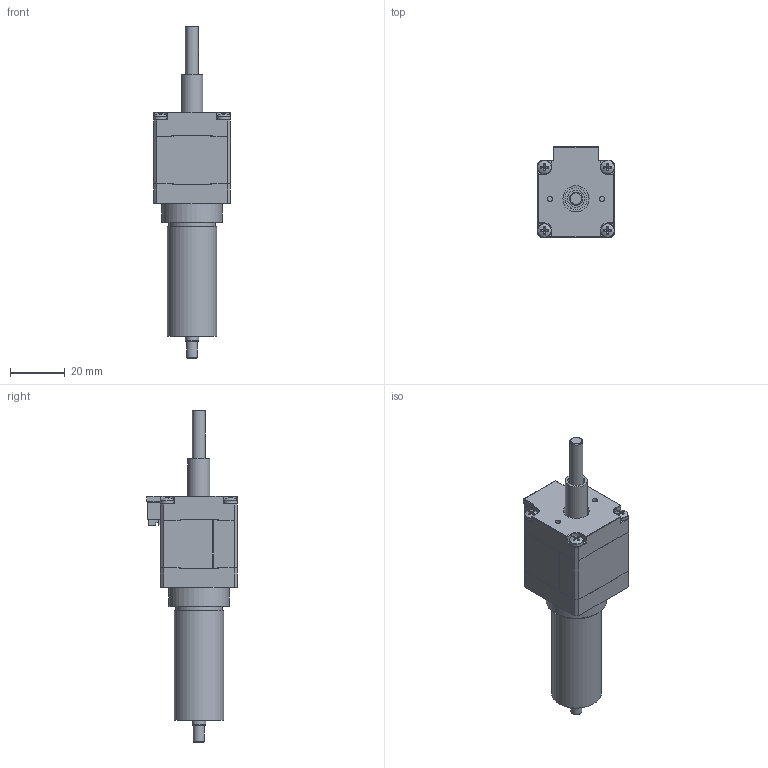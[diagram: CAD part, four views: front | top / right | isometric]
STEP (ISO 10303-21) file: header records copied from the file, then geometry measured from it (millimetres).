
FILE_DESCRIPTION(/* description */ (''),/* implementation_level */ '2;1');
FILE_NAME(/* name */ 'LGA281S10-B-UGAQ-038.stp',/* time_stamp */ '2021-06-01T11:29:35+02:00',/* author */ ('angelika.schneid'),/* organization */ (''),/* preprocessor_version */ 'ST-DEVELOPER v17.2',/* originating_system */ 'Autodesk Inventor 2019',/* authorisation */ '');
FILE_SCHEMA (('AUTOMOTIVE_DESIGN { 1 0 10303 214 3 1 1 }'));
Length unit declared in the file: millimetre
Products named in the file (1): LGA281S10-B-UGAQ-038
Bounding box: 28 x 33 x 120.8 mm (x, y, z)
Volume: 40011.6 mm3; surface area: 12326.7 mm2
Topology: 1 solids, 3 shells, 690 faces, 1899 edges, 1212 vertices
Faces by surface type: plane 435, cylinder 158, cone 48, torus 24, sphere 20, bspline 5
Full cylindrical faces by diameter (mm): 0.8 x6, 1 x3, 1.1 x3, 1.7 x2, 2.013 x2, 2.2 x4, 4 x1, 4.763 x1, 5 x1, 6.2 x1, 7 x1, 8 x1, 9.5 x1, 15 x1, 15.7 x1, 17 x1, 18 x1, 22 x1
Entity records: 22628 total; most frequent: CARTESIAN_POINT 4806, ORIENTED_EDGE 3764, DIRECTION 3616, EDGE_CURVE 1882, LINE 1240, VECTOR 1240, VERTEX_POINT 1212, AXIS2_PLACEMENT_3D 1188
